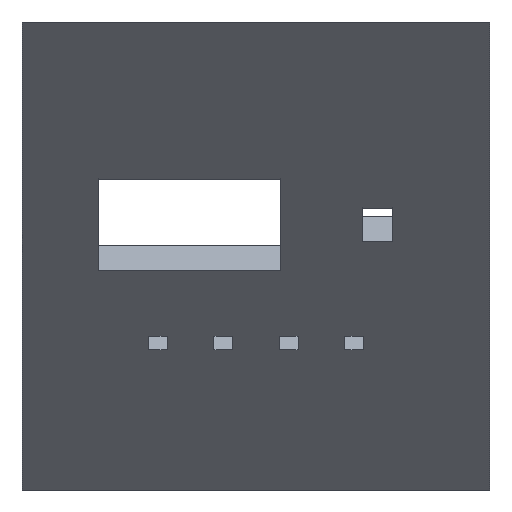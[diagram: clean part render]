
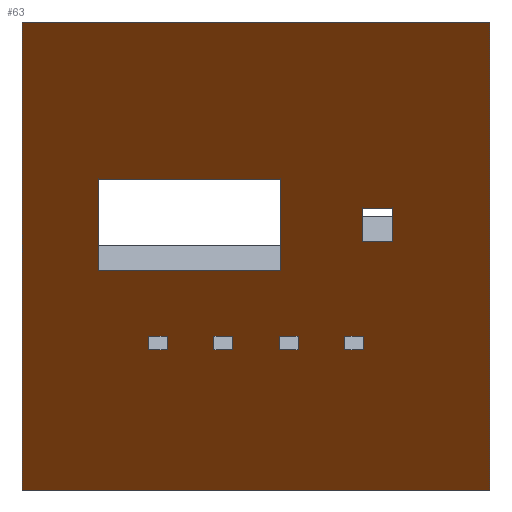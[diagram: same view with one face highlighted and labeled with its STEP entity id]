
A CAD part, top view. The second image highlights one B-rep face of the part: STEP entity #63.
In plain terms, the highlighted planar face has unit normal (0, -0.707, 0.707).
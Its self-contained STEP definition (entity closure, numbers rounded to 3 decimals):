
#63=ADVANCED_FACE('',(#129,#130,#131,#132,#133,#134,#135),#93,.F.);
#93=PLANE('',#656);
#129=FACE_BOUND('',#143,.T.);
#130=FACE_BOUND('',#144,.T.);
#131=FACE_BOUND('',#145,.T.);
#132=FACE_BOUND('',#146,.T.);
#133=FACE_BOUND('',#147,.T.);
#134=FACE_BOUND('',#148,.T.);
#135=FACE_BOUND('',#149,.T.);
#143=EDGE_LOOP('',(#206,#207,#208,#209));
#144=EDGE_LOOP('',(#210,#211,#212,#213));
#145=EDGE_LOOP('',(#214,#215,#216,#217));
#146=EDGE_LOOP('',(#218,#219,#220,#221));
#147=EDGE_LOOP('',(#222,#223,#224,#225));
#148=EDGE_LOOP('',(#226,#227,#228,#229));
#149=EDGE_LOOP('',(#230,#231,#232,#233));
#206=ORIENTED_EDGE('',*,*,#430,.F.);
#207=ORIENTED_EDGE('',*,*,#431,.T.);
#208=ORIENTED_EDGE('',*,*,#432,.T.);
#209=ORIENTED_EDGE('',*,*,#433,.F.);
#210=ORIENTED_EDGE('',*,*,#434,.F.);
#211=ORIENTED_EDGE('',*,*,#435,.T.);
#212=ORIENTED_EDGE('',*,*,#436,.T.);
#213=ORIENTED_EDGE('',*,*,#437,.F.);
#214=ORIENTED_EDGE('',*,*,#438,.F.);
#215=ORIENTED_EDGE('',*,*,#439,.T.);
#216=ORIENTED_EDGE('',*,*,#440,.T.);
#217=ORIENTED_EDGE('',*,*,#441,.F.);
#218=ORIENTED_EDGE('',*,*,#442,.T.);
#219=ORIENTED_EDGE('',*,*,#443,.F.);
#220=ORIENTED_EDGE('',*,*,#444,.F.);
#221=ORIENTED_EDGE('',*,*,#445,.T.);
#222=ORIENTED_EDGE('',*,*,#446,.F.);
#223=ORIENTED_EDGE('',*,*,#447,.T.);
#224=ORIENTED_EDGE('',*,*,#448,.T.);
#225=ORIENTED_EDGE('',*,*,#449,.F.);
#226=ORIENTED_EDGE('',*,*,#450,.F.);
#227=ORIENTED_EDGE('',*,*,#451,.T.);
#228=ORIENTED_EDGE('',*,*,#452,.T.);
#229=ORIENTED_EDGE('',*,*,#453,.F.);
#230=ORIENTED_EDGE('',*,*,#454,.F.);
#231=ORIENTED_EDGE('',*,*,#455,.T.);
#232=ORIENTED_EDGE('',*,*,#456,.T.);
#233=ORIENTED_EDGE('',*,*,#457,.F.);
#374=VERTEX_POINT('',#890);
#375=VERTEX_POINT('',#891);
#376=VERTEX_POINT('',#893);
#377=VERTEX_POINT('',#895);
#378=VERTEX_POINT('',#898);
#379=VERTEX_POINT('',#899);
#380=VERTEX_POINT('',#901);
#381=VERTEX_POINT('',#903);
#382=VERTEX_POINT('',#906);
#383=VERTEX_POINT('',#907);
#384=VERTEX_POINT('',#909);
#385=VERTEX_POINT('',#911);
#386=VERTEX_POINT('',#914);
#387=VERTEX_POINT('',#915);
#388=VERTEX_POINT('',#917);
#389=VERTEX_POINT('',#919);
#390=VERTEX_POINT('',#922);
#391=VERTEX_POINT('',#923);
#392=VERTEX_POINT('',#925);
#393=VERTEX_POINT('',#927);
#394=VERTEX_POINT('',#930);
#395=VERTEX_POINT('',#931);
#396=VERTEX_POINT('',#933);
#397=VERTEX_POINT('',#935);
#398=VERTEX_POINT('',#938);
#399=VERTEX_POINT('',#939);
#400=VERTEX_POINT('',#941);
#401=VERTEX_POINT('',#943);
#430=EDGE_CURVE('',#374,#375,#514,.T.);
#431=EDGE_CURVE('',#374,#376,#515,.T.);
#432=EDGE_CURVE('',#376,#377,#516,.T.);
#433=EDGE_CURVE('',#375,#377,#517,.T.);
#434=EDGE_CURVE('',#378,#379,#518,.T.);
#435=EDGE_CURVE('',#378,#380,#519,.T.);
#436=EDGE_CURVE('',#380,#381,#520,.T.);
#437=EDGE_CURVE('',#379,#381,#521,.T.);
#438=EDGE_CURVE('',#382,#383,#522,.T.);
#439=EDGE_CURVE('',#382,#384,#523,.T.);
#440=EDGE_CURVE('',#384,#385,#524,.T.);
#441=EDGE_CURVE('',#383,#385,#525,.T.);
#442=EDGE_CURVE('',#386,#387,#526,.T.);
#443=EDGE_CURVE('',#388,#387,#527,.T.);
#444=EDGE_CURVE('',#389,#388,#528,.T.);
#445=EDGE_CURVE('',#389,#386,#529,.T.);
#446=EDGE_CURVE('',#390,#391,#530,.T.);
#447=EDGE_CURVE('',#390,#392,#531,.T.);
#448=EDGE_CURVE('',#392,#393,#532,.T.);
#449=EDGE_CURVE('',#391,#393,#533,.T.);
#450=EDGE_CURVE('',#394,#395,#534,.T.);
#451=EDGE_CURVE('',#394,#396,#535,.T.);
#452=EDGE_CURVE('',#396,#397,#536,.T.);
#453=EDGE_CURVE('',#395,#397,#537,.T.);
#454=EDGE_CURVE('',#398,#399,#538,.T.);
#455=EDGE_CURVE('',#398,#400,#539,.T.);
#456=EDGE_CURVE('',#400,#401,#540,.T.);
#457=EDGE_CURVE('',#399,#401,#541,.T.);
#514=LINE('',#889,#598);
#515=LINE('',#892,#599);
#516=LINE('',#894,#600);
#517=LINE('',#896,#601);
#518=LINE('',#897,#602);
#519=LINE('',#900,#603);
#520=LINE('',#902,#604);
#521=LINE('',#904,#605);
#522=LINE('',#905,#606);
#523=LINE('',#908,#607);
#524=LINE('',#910,#608);
#525=LINE('',#912,#609);
#526=LINE('',#913,#610);
#527=LINE('',#916,#611);
#528=LINE('',#918,#612);
#529=LINE('',#920,#613);
#530=LINE('',#921,#614);
#531=LINE('',#924,#615);
#532=LINE('',#926,#616);
#533=LINE('',#928,#617);
#534=LINE('',#929,#618);
#535=LINE('',#932,#619);
#536=LINE('',#934,#620);
#537=LINE('',#936,#621);
#538=LINE('',#937,#622);
#539=LINE('',#940,#623);
#540=LINE('',#942,#624);
#541=LINE('',#944,#625);
#598=VECTOR('',#717,1.);
#599=VECTOR('',#718,1.);
#600=VECTOR('',#719,1.);
#601=VECTOR('',#720,1.);
#602=VECTOR('',#721,1.);
#603=VECTOR('',#722,1.);
#604=VECTOR('',#723,1.);
#605=VECTOR('',#724,1.);
#606=VECTOR('',#725,1.);
#607=VECTOR('',#726,1.);
#608=VECTOR('',#727,1.);
#609=VECTOR('',#728,1.);
#610=VECTOR('',#729,1.);
#611=VECTOR('',#730,1.);
#612=VECTOR('',#731,1.);
#613=VECTOR('',#732,1.);
#614=VECTOR('',#733,1.);
#615=VECTOR('',#734,1.);
#616=VECTOR('',#735,1.);
#617=VECTOR('',#736,1.);
#618=VECTOR('',#737,1.);
#619=VECTOR('',#738,1.);
#620=VECTOR('',#739,1.);
#621=VECTOR('',#740,1.);
#622=VECTOR('',#741,1.);
#623=VECTOR('',#742,1.);
#624=VECTOR('',#743,1.);
#625=VECTOR('',#744,1.);
#656=AXIS2_PLACEMENT_3D('',#945,#745,#746);
#717=DIRECTION('',(-1.,0.,0.));
#718=DIRECTION('',(0.,-0.707,-0.707));
#719=DIRECTION('',(-1.,0.,0.));
#720=DIRECTION('',(0.,-0.707,-0.707));
#721=DIRECTION('',(-1.,0.,0.));
#722=DIRECTION('',(0.,-0.707,-0.707));
#723=DIRECTION('',(-1.,0.,0.));
#724=DIRECTION('',(0.,-0.707,-0.707));
#725=DIRECTION('',(0.,0.707,0.707));
#726=DIRECTION('',(-1.,0.,0.));
#727=DIRECTION('',(0.,0.707,0.707));
#728=DIRECTION('',(-1.,0.,0.));
#729=DIRECTION('',(0.,-0.707,-0.707));
#730=DIRECTION('',(-1.,0.,0.));
#731=DIRECTION('',(0.,-0.707,-0.707));
#732=DIRECTION('',(-1.,0.,0.));
#733=DIRECTION('',(-1.,0.,0.));
#734=DIRECTION('',(0.,-0.707,-0.707));
#735=DIRECTION('',(-1.,0.,0.));
#736=DIRECTION('',(0.,-0.707,-0.707));
#737=DIRECTION('',(-1.,0.,0.));
#738=DIRECTION('',(0.,-0.707,-0.707));
#739=DIRECTION('',(-1.,0.,0.));
#740=DIRECTION('',(0.,-0.707,-0.707));
#741=DIRECTION('',(0.,0.707,0.707));
#742=DIRECTION('',(-1.,0.,0.));
#743=DIRECTION('',(0.,0.707,0.707));
#744=DIRECTION('',(-1.,0.,0.));
#745=DIRECTION('',(0.,0.707,-0.707));
#746=DIRECTION('',(0.,0.707,0.707));
#889=CARTESIAN_POINT('',(146.,65.657,65.657));
#890=CARTESIAN_POINT('',(146.,65.657,65.657));
#891=CARTESIAN_POINT('',(138.,65.657,65.657));
#892=CARTESIAN_POINT('',(146.,65.657,65.657));
#893=CARTESIAN_POINT('',(146.,60.,60.));
#894=CARTESIAN_POINT('',(146.,60.,60.));
#895=CARTESIAN_POINT('',(138.,60.,60.));
#896=CARTESIAN_POINT('',(138.,65.657,65.657));
#897=CARTESIAN_POINT('',(118.,65.657,65.657));
#898=CARTESIAN_POINT('',(118.,65.657,65.657));
#899=CARTESIAN_POINT('',(110.,65.657,65.657));
#900=CARTESIAN_POINT('',(118.,65.657,65.657));
#901=CARTESIAN_POINT('',(118.,60.,60.));
#902=CARTESIAN_POINT('',(118.,60.,60.));
#903=CARTESIAN_POINT('',(110.,60.,60.));
#904=CARTESIAN_POINT('',(110.,65.657,65.657));
#905=CARTESIAN_POINT('',(110.5,93.941,93.941));
#906=CARTESIAN_POINT('',(110.5,93.941,93.941));
#907=CARTESIAN_POINT('',(110.5,132.832,132.832));
#908=CARTESIAN_POINT('',(110.5,93.941,93.941));
#909=CARTESIAN_POINT('',(32.5,93.941,93.941));
#910=CARTESIAN_POINT('',(32.5,93.941,93.941));
#911=CARTESIAN_POINT('',(32.5,132.832,132.832));
#912=CARTESIAN_POINT('',(110.5,132.832,132.832));
#913=CARTESIAN_POINT('',(0.,200.,200.));
#914=CARTESIAN_POINT('',(0.,200.,200.));
#915=CARTESIAN_POINT('',(0.,0.,0.));
#916=CARTESIAN_POINT('',(200.,0.,0.));
#917=CARTESIAN_POINT('',(200.,0.,0.));
#918=CARTESIAN_POINT('',(200.,200.,200.));
#919=CARTESIAN_POINT('',(200.,200.,200.));
#920=CARTESIAN_POINT('',(200.,200.,200.));
#921=CARTESIAN_POINT('',(158.5,120.458,120.458));
#922=CARTESIAN_POINT('',(158.5,120.458,120.458));
#923=CARTESIAN_POINT('',(145.5,120.458,120.458));
#924=CARTESIAN_POINT('',(158.5,120.458,120.458));
#925=CARTESIAN_POINT('',(158.5,106.315,106.315));
#926=CARTESIAN_POINT('',(158.5,106.315,106.315));
#927=CARTESIAN_POINT('',(145.5,106.315,106.315));
#928=CARTESIAN_POINT('',(145.5,120.458,120.458));
#929=CARTESIAN_POINT('',(62.,65.657,65.657));
#930=CARTESIAN_POINT('',(62.,65.657,65.657));
#931=CARTESIAN_POINT('',(54.,65.657,65.657));
#932=CARTESIAN_POINT('',(62.,65.657,65.657));
#933=CARTESIAN_POINT('',(62.,60.,60.));
#934=CARTESIAN_POINT('',(62.,60.,60.));
#935=CARTESIAN_POINT('',(54.,60.,60.));
#936=CARTESIAN_POINT('',(54.,65.657,65.657));
#937=CARTESIAN_POINT('',(90.,60.,60.));
#938=CARTESIAN_POINT('',(90.,60.,60.));
#939=CARTESIAN_POINT('',(90.,65.657,65.657));
#940=CARTESIAN_POINT('',(90.,60.,60.));
#941=CARTESIAN_POINT('',(82.,60.,60.));
#942=CARTESIAN_POINT('',(82.,60.,60.));
#943=CARTESIAN_POINT('',(82.,65.657,65.657));
#944=CARTESIAN_POINT('',(90.,65.657,65.657));
#945=CARTESIAN_POINT('',(200.,200.,200.));
